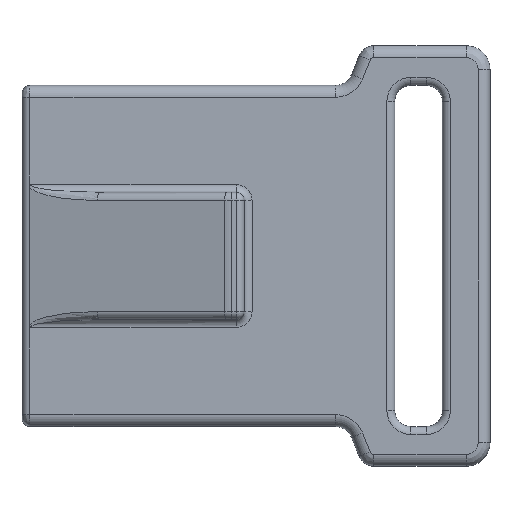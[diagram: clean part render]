
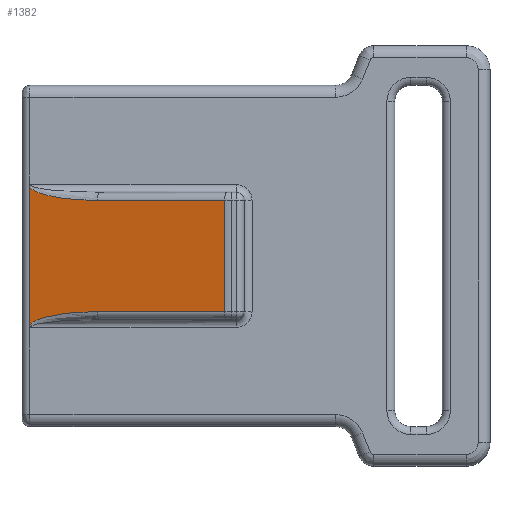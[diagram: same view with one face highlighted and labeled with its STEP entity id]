
A CAD part, top view. The second image highlights one B-rep face of the part: STEP entity #1382.
In plain terms, the highlighted planar face has unit normal (-0.226, 0, 0.974).
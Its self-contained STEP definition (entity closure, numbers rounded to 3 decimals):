
#18=ELLIPSE('',#1559,8.85,2.);
#19=ELLIPSE('',#1565,8.85,2.);
#57=PLANE('',#1564);
#142=LINE('',#2448,#241);
#145=LINE('',#2485,#244);
#146=LINE('',#2487,#245);
#147=LINE('',#2489,#246);
#241=VECTOR('',#1959,10.);
#244=VECTOR('',#1976,10.);
#245=VECTOR('',#1977,10.);
#246=VECTOR('',#1980,10.);
#365=FACE_OUTER_BOUND('',#454,.T.);
#454=EDGE_LOOP('',(#1206,#1207,#1208,#1209,#1210,#1211));
#670=VERTEX_POINT('',#2398);
#673=VERTEX_POINT('',#2414);
#679=VERTEX_POINT('',#2438);
#681=VERTEX_POINT('',#2444);
#684=VERTEX_POINT('',#2484);
#685=VERTEX_POINT('',#2486);
#860=EDGE_CURVE('',#679,#681,#142,.T.);
#862=EDGE_CURVE('',#681,#673,#18,.T.);
#867=EDGE_CURVE('',#684,#679,#145,.T.);
#868=EDGE_CURVE('',#685,#684,#146,.T.);
#869=EDGE_CURVE('',#670,#685,#19,.T.);
#870=EDGE_CURVE('',#673,#670,#147,.T.);
#1206=ORIENTED_EDGE('',*,*,#862,.F.);
#1207=ORIENTED_EDGE('',*,*,#860,.F.);
#1208=ORIENTED_EDGE('',*,*,#867,.F.);
#1209=ORIENTED_EDGE('',*,*,#868,.F.);
#1210=ORIENTED_EDGE('',*,*,#869,.F.);
#1211=ORIENTED_EDGE('',*,*,#870,.F.);
#1382=ADVANCED_FACE('',(#365),#57,.F.);
#1559=AXIS2_PLACEMENT_3D('',#2475,#1962,#1963);
#1564=AXIS2_PLACEMENT_3D('',#2483,#1974,#1975);
#1565=AXIS2_PLACEMENT_3D('',#2488,#1978,#1979);
#1959=DIRECTION('',(-0.974,0.,-0.226));
#1962=DIRECTION('center_axis',(-0.226,0.,0.974));
#1963=DIRECTION('ref_axis',(-0.974,0.,-0.226));
#1974=DIRECTION('center_axis',(0.226,0.,-0.974));
#1975=DIRECTION('ref_axis',(-0.974,0.,-0.226));
#1976=DIRECTION('',(0.,-1.,0.));
#1977=DIRECTION('',(0.974,0.,0.226));
#1978=DIRECTION('center_axis',(-0.226,0.,0.974));
#1979=DIRECTION('ref_axis',(-0.974,0.,-0.226));
#1980=DIRECTION('',(0.,1.,0.));
#2398=CARTESIAN_POINT('',(-25.,10.479,6.2));
#2414=CARTESIAN_POINT('',(-25.,-6.879,6.2));
#2438=CARTESIAN_POINT('',(-0.446,-5.2,11.897));
#2444=CARTESIAN_POINT('',(-16.491,-5.2,8.174));
#2448=CARTESIAN_POINT('',(-13.657,-5.2,8.832));
#2475=CARTESIAN_POINT('Origin',(-16.491,-7.2,8.174));
#2483=CARTESIAN_POINT('Origin',(0.,-6.2,12.));
#2484=CARTESIAN_POINT('',(-0.446,8.8,11.897));
#2485=CARTESIAN_POINT('',(-0.446,-2.2,11.897));
#2486=CARTESIAN_POINT('',(-16.491,8.8,8.174));
#2487=CARTESIAN_POINT('',(-0.372,8.8,11.914));
#2488=CARTESIAN_POINT('Origin',(-16.491,10.8,8.174));
#2489=CARTESIAN_POINT('',(-25.,-2.2,6.2));
